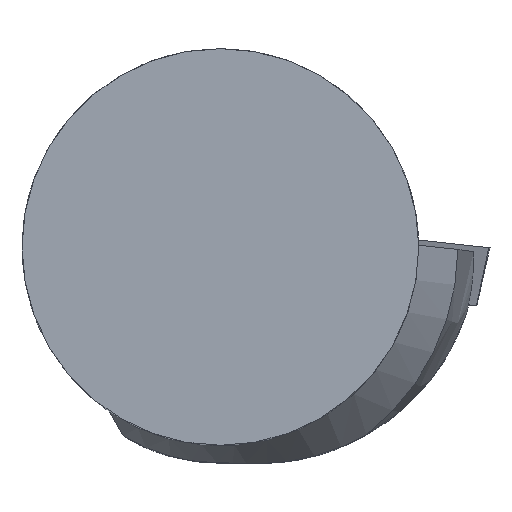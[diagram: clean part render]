
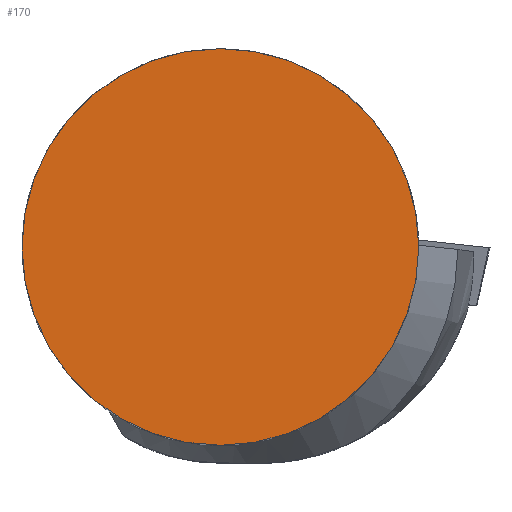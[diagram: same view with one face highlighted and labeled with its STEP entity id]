
A CAD part, top view. The second image highlights one B-rep face of the part: STEP entity #170.
In plain terms, the highlighted planar face has unit normal (0, 0, 1).
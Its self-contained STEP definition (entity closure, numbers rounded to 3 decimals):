
#146=CIRCLE('',#752,8.);
#170=ADVANCED_FACE('',(#223),#206,.T.);
#206=PLANE('',#753);
#223=FACE_OUTER_BOUND('',#247,.T.);
#247=EDGE_LOOP('',(#396));
#396=ORIENTED_EDGE('',*,*,#605,.T.);
#546=VERTEX_POINT('',#1084);
#605=EDGE_CURVE('',#546,#546,#146,.T.);
#752=AXIS2_PLACEMENT_3D('',#1083,#855,#856);
#753=AXIS2_PLACEMENT_3D('',#1085,#857,#858);
#855=DIRECTION('',(0.,0.,1.));
#856=DIRECTION('',(1.,0.,0.));
#857=DIRECTION('',(0.,0.,1.));
#858=DIRECTION('',(1.,0.,0.));
#1083=CARTESIAN_POINT('',(0.,0.,0.));
#1084=CARTESIAN_POINT('',(8.,0.,0.));
#1085=CARTESIAN_POINT('',(0.,0.,0.));
